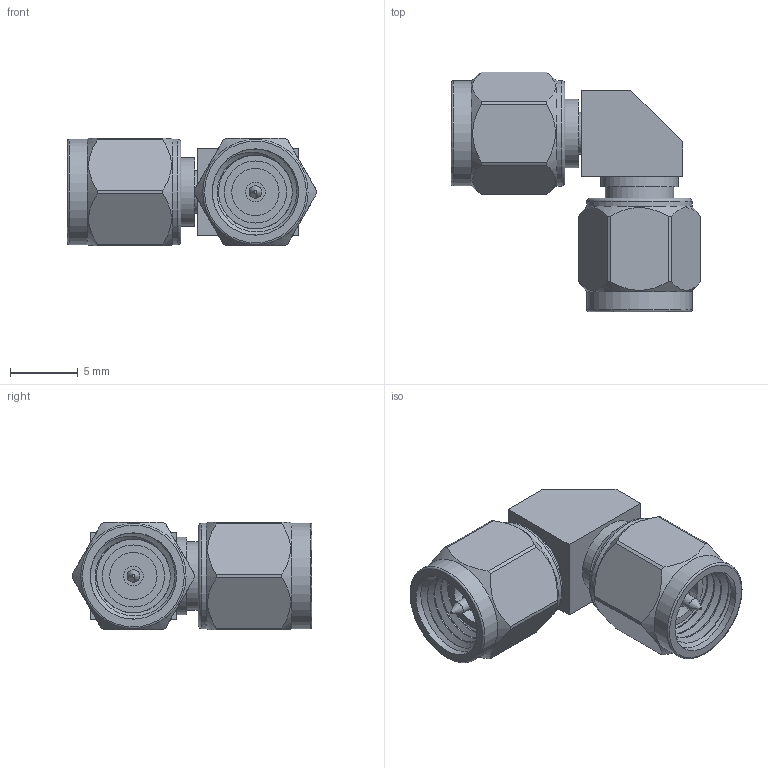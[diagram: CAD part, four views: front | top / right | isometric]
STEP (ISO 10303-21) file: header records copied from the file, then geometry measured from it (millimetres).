
FILE_DESCRIPTION (( 'STEP AP203' ), '1' );
FILE_NAME ('SM3300_3D.step', '2020-11-12T21:57:52', ( '' ), ( '' ), 'SwSTEP 2.0', 'SolidWorks 2018', '' );
FILE_SCHEMA (( 'CONFIG_CONTROL_DESIGN' ));
Length unit declared in the file: inch
Products named in the file (1): SM3300_3D
Bounding box: 18.34 x 17.63 x 7.92 mm (x, y, z)
Volume: 970.1 mm3; surface area: 1239.8 mm2
Topology: 1 solids, 1 shells, 99 faces, 227 edges, 148 vertices
Faces by surface type: cylinder 42, plane 37, cone 10, bspline 6, torus 4
Full cylindrical faces by diameter (mm): 0.94 x2, 1.448 x2, 3.104 x1, 3.48 x2, 4.572 x2, 5.035 x2, 5.289 x2, 5.715 x1, 6.35 x10, 7.748 x2, 7.753 x2
Entity records: 4454 total; most frequent: CARTESIAN_POINT 2629, DIRECTION 355, ORIENTED_EDGE 314, AXIS2_PLACEMENT_3D 158, EDGE_CURVE 157, EDGE_LOOP 139, VERTEX_POINT 120, FACE_OUTER_BOUND 113
